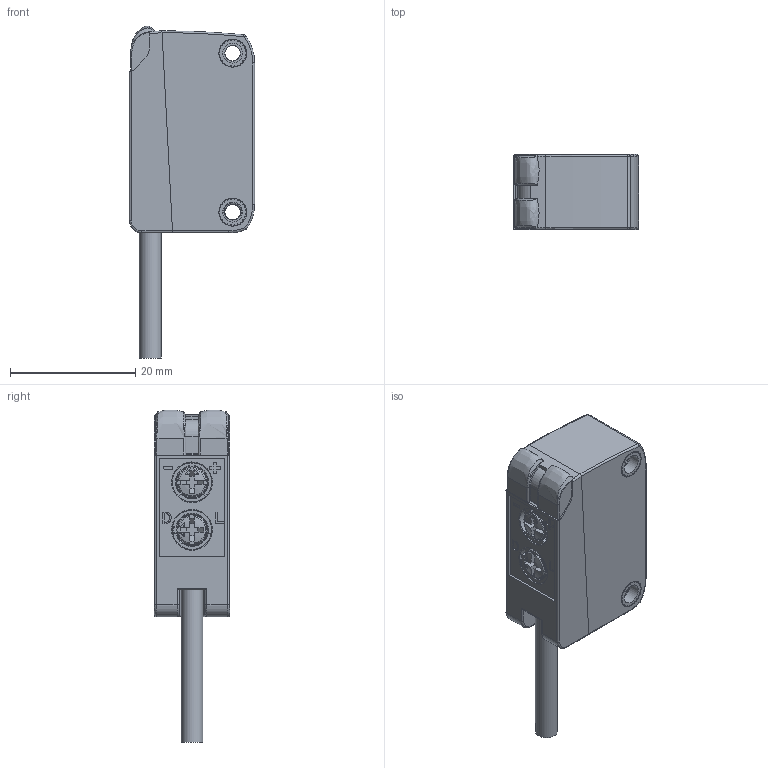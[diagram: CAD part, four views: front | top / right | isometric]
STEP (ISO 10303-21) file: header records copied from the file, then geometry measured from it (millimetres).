
FILE_DESCRIPTION(/* description */ (''),/* implementation_level */ '2;1');
FILE_NAME(/* name */ 'H31-PRET-XXXXX-2M.step',/* time_stamp */ '2026-04-01T16:25:31-04:00',/* author */ (''),/* organization */ (''),/* preprocessor_version */ 'ST-DEVELOPER v20.1',/* originating_system */ 'Autodesk Translation Framework v14.24.0.0',/* authorisation */ '');
FILE_SCHEMA (('AUTOMOTIVE_DESIGN { 1 0 10303 214 3 1 1 }'));
Length unit declared in the file: millimetre
Products named in the file (1): _model23
Bounding box: 20 x 12 x 53.05 mm (x, y, z)
Volume: 7439 mm3; surface area: 5484.1 mm2
Topology: 8 solids, 8 shells, 588 faces, 1634 edges, 1072 vertices
Faces by surface type: cylinder 360, plane 143, bspline 43, torus 32, sphere 10
Full cylindrical faces by diameter (mm): 2.5 x32, 3 x31, 3.15 x4, 3.5 x1, 5 x2, 5.1 x2, 6.3 x2
Entity records: 43232 total; most frequent: CARTESIAN_POINT 28202, ORIENTED_EDGE 3260, DIRECTION 3090, EDGE_CURVE 1630, AXIS2_PLACEMENT_3D 1209, VERTEX_POINT 1072, LINE 672, VECTOR 672
